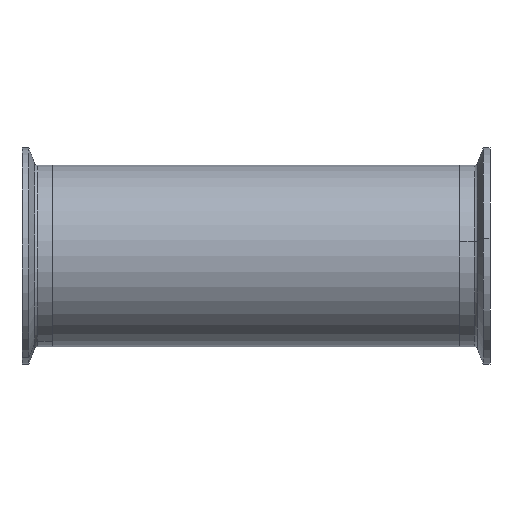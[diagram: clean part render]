
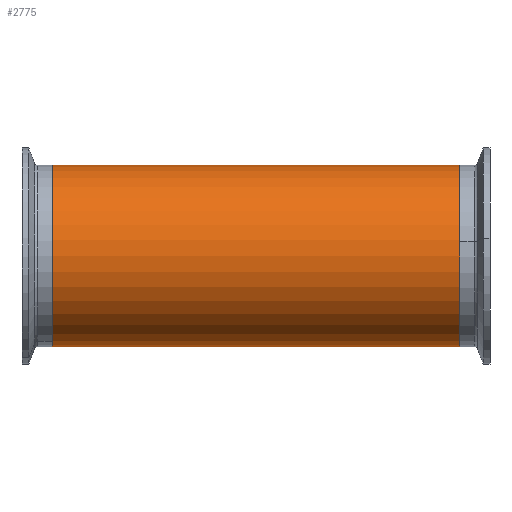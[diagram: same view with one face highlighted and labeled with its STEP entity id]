
A CAD part, front view. The second image highlights one B-rep face of the part: STEP entity #2775.
In plain terms, the highlighted cylindrical face has radius 38.1 mm (diameter 76.2 mm), a partial arc.
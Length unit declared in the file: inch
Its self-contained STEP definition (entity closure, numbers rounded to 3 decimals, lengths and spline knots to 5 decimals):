
#11 = ORIENTED_EDGE ( 'NONE', *, *, #508, .T. ) ;
#38 = ORIENTED_EDGE ( 'NONE', *, *, #763, .F. ) ;
#124 = DIRECTION ( 'NONE',  ( 0., 0., -1. ) ) ;
#248 = AXIS2_PLACEMENT_3D ( 'NONE', #1006, #2577, #2598 ) ;
#321 = CARTESIAN_POINT ( 'NONE',  ( 3.37402, 0., -1.56182 ) ) ;
#380 = CYLINDRICAL_SURFACE ( 'NONE', #248, 1.5 ) ;
#508 = EDGE_CURVE ( 'NONE', #601, #2854, #1528, .T. ) ;
#545 = CARTESIAN_POINT ( 'NONE',  ( -3.37402, 0., -0.06182 ) ) ;
#579 = EDGE_CURVE ( 'NONE', #2819, #2854, #1009, .T. ) ;
#601 = VERTEX_POINT ( 'NONE', #2605 ) ;
#698 = CARTESIAN_POINT ( 'NONE',  ( 3.37402, 0., -0.06182 ) ) ;
#763 = EDGE_CURVE ( 'NONE', #2373, #2819, #2973, .T. ) ;
#793 = DIRECTION ( 'NONE',  ( -1., 0., 0. ) ) ;
#822 = CARTESIAN_POINT ( 'NONE',  ( 3.37402, 0., 1.43818 ) ) ;
#1006 = CARTESIAN_POINT ( 'NONE',  ( 3.37402, 0., -0.06182 ) ) ;
#1009 = LINE ( 'NONE', #321, #2678 ) ;
#1042 = DIRECTION ( 'NONE',  ( -1., 0., 0. ) ) ;
#1267 = VECTOR ( 'NONE', #1042, 39.37008 ) ;
#1466 = CARTESIAN_POINT ( 'NONE',  ( -3.37402, 0., -1.56182 ) ) ;
#1528 = CIRCLE ( 'NONE', #2048, 1.5 ) ;
#1612 = DIRECTION ( 'NONE',  ( 1., 0., 0. ) ) ;
#1638 = FACE_OUTER_BOUND ( 'NONE', #2632, .T. ) ;
#1736 = LINE ( 'NONE', #822, #1267 ) ;
#2003 = AXIS2_PLACEMENT_3D ( 'NONE', #698, #1612, #2078 ) ;
#2048 = AXIS2_PLACEMENT_3D ( 'NONE', #545, #2175, #124 ) ;
#2078 = DIRECTION ( 'NONE',  ( 0., 0., -1. ) ) ;
#2175 = DIRECTION ( 'NONE',  ( 1., 0., 0. ) ) ;
#2193 = CARTESIAN_POINT ( 'NONE',  ( 3.37402, 0., 1.43818 ) ) ;
#2361 = EDGE_CURVE ( 'NONE', #2373, #601, #1736, .T. ) ;
#2373 = VERTEX_POINT ( 'NONE', #2193 ) ;
#2437 = ORIENTED_EDGE ( 'NONE', *, *, #2361, .T. ) ;
#2577 = DIRECTION ( 'NONE',  ( -1., 0., 0. ) ) ;
#2598 = DIRECTION ( 'NONE',  ( 0., 0., 1. ) ) ;
#2605 = CARTESIAN_POINT ( 'NONE',  ( -3.37402, 0., 1.43818 ) ) ;
#2615 = CARTESIAN_POINT ( 'NONE',  ( 3.37402, 0., -1.56182 ) ) ;
#2632 = EDGE_LOOP ( 'NONE', ( #2961, #38, #2437, #11 ) ) ;
#2678 = VECTOR ( 'NONE', #793, 39.37008 ) ;
#2775 = ADVANCED_FACE ( 'NONE', ( #1638 ), #380, .T. ) ;
#2819 = VERTEX_POINT ( 'NONE', #2615 ) ;
#2854 = VERTEX_POINT ( 'NONE', #1466 ) ;
#2961 = ORIENTED_EDGE ( 'NONE', *, *, #579, .F. ) ;
#2973 = CIRCLE ( 'NONE', #2003, 1.5 ) ;
